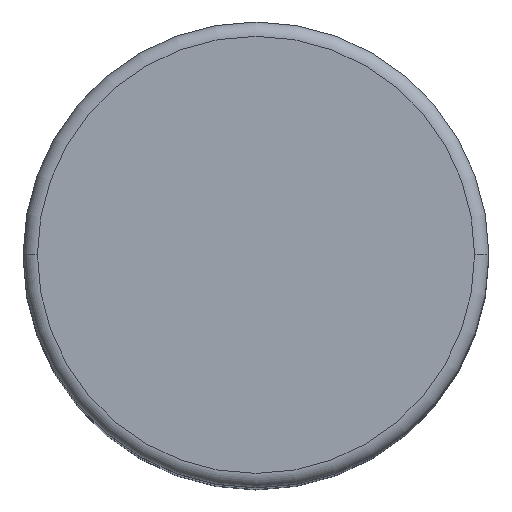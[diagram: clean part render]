
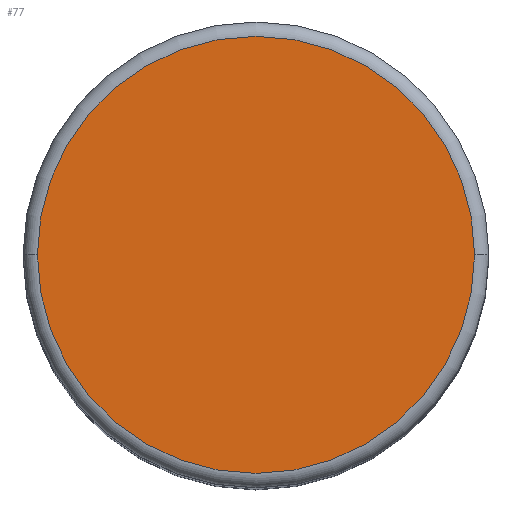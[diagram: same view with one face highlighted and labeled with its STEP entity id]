
A CAD part, top view. The second image highlights one B-rep face of the part: STEP entity #77.
In plain terms, the highlighted planar face has unit normal (0, 0, 1).
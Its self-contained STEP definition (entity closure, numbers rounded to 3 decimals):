
#77 = ADVANCED_FACE ( 'NONE', ( #1017 ), #2216, .F. ) ;
#213 = DIRECTION ( 'NONE',  ( -1., 0., 0. ) ) ;
#293 = CARTESIAN_POINT ( 'NONE',  ( 0., 0., 0. ) ) ;
#354 = CIRCLE ( 'NONE', #1860, 15.25 ) ;
#473 = DIRECTION ( 'NONE',  ( 0., 0., 1. ) ) ;
#725 = DIRECTION ( 'NONE',  ( -1., 0., 0. ) ) ;
#805 = DIRECTION ( 'NONE',  ( 0., 0., -1. ) ) ;
#831 = EDGE_LOOP ( 'NONE', ( #1459, #1928 ) ) ;
#947 = AXIS2_PLACEMENT_3D ( 'NONE', #976, #805, #213 ) ;
#976 = CARTESIAN_POINT ( 'NONE',  ( 0., 0., 0. ) ) ;
#1017 = FACE_OUTER_BOUND ( 'NONE', #831, .T. ) ;
#1277 = CARTESIAN_POINT ( 'NONE',  ( 0., 0., 0. ) ) ;
#1326 = EDGE_CURVE ( 'NONE', #2608, #1583, #354, .T. ) ;
#1459 = ORIENTED_EDGE ( 'NONE', *, *, #1326, .T. ) ;
#1494 = DIRECTION ( 'NONE',  ( 0., 0., 1. ) ) ;
#1583 = VERTEX_POINT ( 'NONE', #1807 ) ;
#1704 = CIRCLE ( 'NONE', #2218, 15.25 ) ;
#1807 = CARTESIAN_POINT ( 'NONE',  ( 15.25, 0., 0. ) ) ;
#1860 = AXIS2_PLACEMENT_3D ( 'NONE', #293, #473, #725 ) ;
#1928 = ORIENTED_EDGE ( 'NONE', *, *, #2136, .T. ) ;
#2136 = EDGE_CURVE ( 'NONE', #1583, #2608, #1704, .T. ) ;
#2141 = DIRECTION ( 'NONE',  ( -1., 0., 0. ) ) ;
#2152 = CARTESIAN_POINT ( 'NONE',  ( -15.25, 0., 0. ) ) ;
#2216 = PLANE ( 'NONE',  #947 ) ;
#2218 = AXIS2_PLACEMENT_3D ( 'NONE', #1277, #1494, #2141 ) ;
#2608 = VERTEX_POINT ( 'NONE', #2152 ) ;
